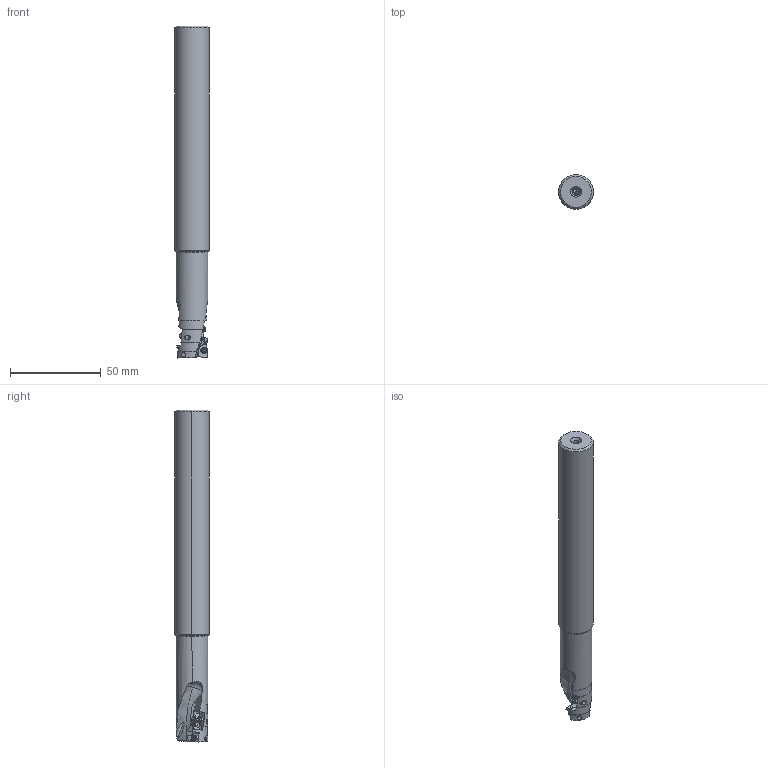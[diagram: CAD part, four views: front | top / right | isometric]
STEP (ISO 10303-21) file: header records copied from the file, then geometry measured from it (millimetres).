
FILE_DESCRIPTION(/* description */ (''),/* implementation_level */ '2;1');
FILE_NAME(/* name */ 'AQXUR124SA12L.stp',/* time_stamp */ '2021-09-08T11:42:26+09:00',/* author */ (''),/* organization */ (''),/* preprocessor_version */ 'ST-DEVELOPER v16',/* originating_system */ 'SIEMENS PLM Software NX 10.0',/* authorisation */ '');
FILE_SCHEMA (('AUTOMOTIVE_DESIGN { 1 0 10303 214 3 1 1 1 }'));
Length unit declared in the file: millimetre
Products named in the file (1): AQXUR124SA12L_ASM
Bounding box: 19.05 x 19.05 x 183.16 mm (x, y, z)
Volume: 44299.5 mm3; surface area: 13852 mm2
Topology: 5 solids, 5 shells, 347 faces, 1026 edges, 689 vertices
Faces by surface type: cylinder 137, plane 123, cone 57, torus 15, sphere 10, bspline 5
Entity records: 15247 total; most frequent: CARTESIAN_POINT 6004, ORIENTED_EDGE 2000, DIRECTION 1823, EDGE_CURVE 1000, AXIS2_PLACEMENT_3D 748, VERTEX_POINT 666, EDGE_LOOP 362, ADVANCED_FACE 347
